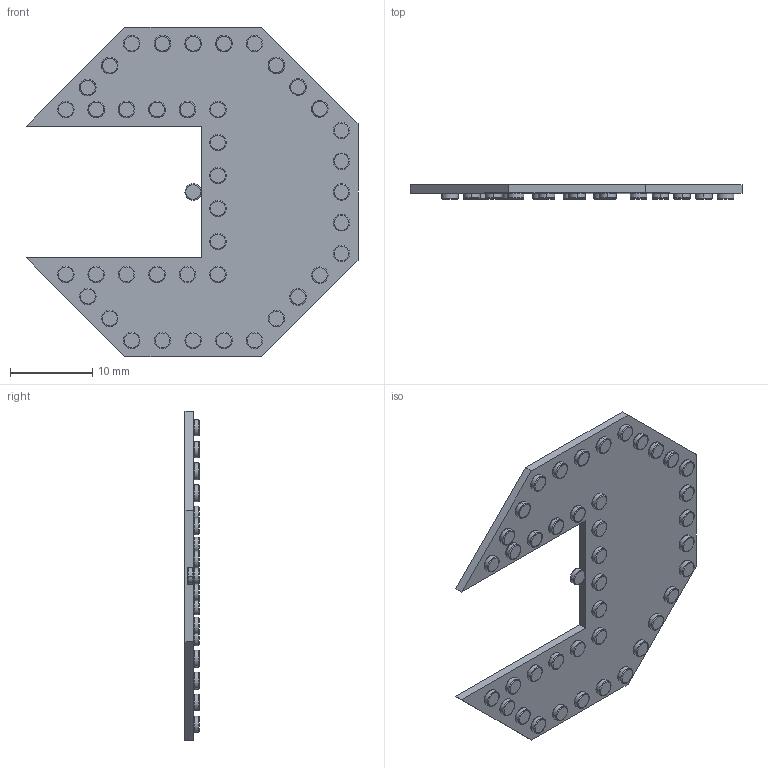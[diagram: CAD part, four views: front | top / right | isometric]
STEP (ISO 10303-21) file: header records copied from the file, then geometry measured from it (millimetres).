
FILE_DESCRIPTION(('TFLEX Exchange Step'),'2;1');
FILE_NAME(' башня верх.stp', '2022-04-03T22:05:33+03:00',('ilya'),('Unknown organisation'),'TFLEX Exchange 2022.0','T-FLEX CAD','Unknown authorisation');
FILE_SCHEMA( ('AUTOMOTIVE_DESIGN { 1 0 10303 214 1 1 1 1 }') );
Length unit declared in the file: millimetre
Products named in the file (55): норм заклепка; декор башня верх
Assembly tree (82 placements, depth 3):
  декор башня верх
    норм заклепка
      норм заклепка
    норм заклепка
      норм заклепка
    норм заклепка
      норм заклепка
    норм заклепка
      норм заклепка
    норм заклепка
      норм заклепка
    норм заклепка
      норм заклепка
    норм заклепка
      норм заклепка
    норм заклепка
      норм заклепка
    норм заклепка
      норм заклепка
    норм заклепка
      норм заклепка
    норм заклепка
      норм заклепка
    норм заклепка
      норм заклепка
    норм заклепка
      норм заклепка
    норм заклепка
      норм заклепка
    норм заклепка
      норм заклепка
    норм заклепка
      норм заклепка
    норм заклепка
      норм заклепка
    норм заклепка
      норм заклепка
    норм заклепка
      норм заклепка
    норм заклепка
      норм заклепка
    норм заклепка
      норм заклепка
    норм заклепка
      норм заклепка
    норм заклепка
      норм заклепка
    норм заклепка
      норм заклепка
    норм заклепка
      норм заклепка
    норм заклепка
      норм заклепка
    норм заклепка
      норм заклепка
    норм заклепка
      норм заклепка
    норм заклепка
      норм заклепка
    норм заклепка
Bounding box: 40.28 x 1.7 x 40 mm (x, y, z)
Volume: 1080.8 mm3; surface area: 2580.1 mm2
Topology: 43 solids, 43 shells, 348 faces, 702 edges, 440 vertices
Faces by surface type: torus 120, bspline 96, plane 72, cylinder 60
Entity records: 5651 total; most frequent: CARTESIAN_POINT 2699, ORIENTED_EDGE 476, DIRECTION 266, EDGE_CURVE 238, PRODUCT_DEFINITION_SHAPE 165, VERTEX_POINT 150, AXIS2_PLACEMENT_3D 117, EDGE_LOOP 116
